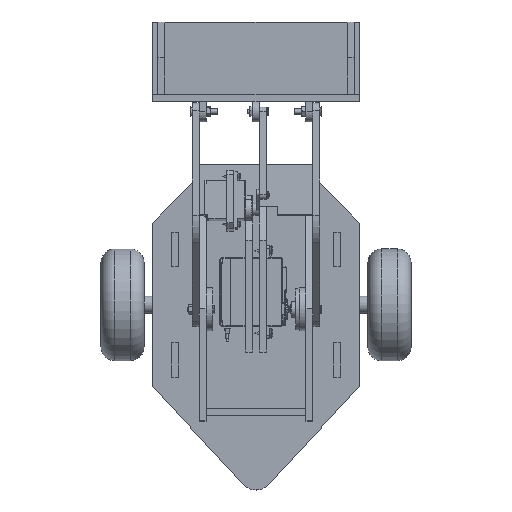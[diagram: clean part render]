
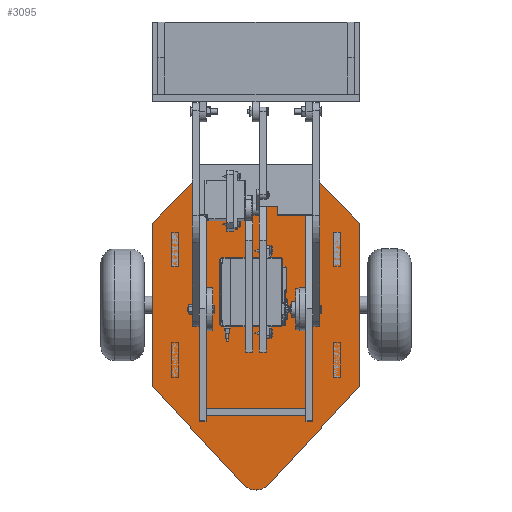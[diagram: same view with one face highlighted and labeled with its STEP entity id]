
A CAD part, top view. The second image highlights one B-rep face of the part: STEP entity #3095.
In plain terms, the highlighted face is planar.
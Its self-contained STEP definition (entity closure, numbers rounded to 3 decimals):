
#3095=ADVANCED_FACE('',(#6283),#6285,.F.);
#6283=FACE_BOUND('',#6284,.T.);
#6284=EDGE_LOOP('',(#23425,#23426,#23427,#23428,#23429,#23430,#23431,#23432));
#6285=PLANE('',#6286);
#6286=AXIS2_PLACEMENT_3D('',#6287,#6288,#6289);
#6287=CARTESIAN_POINT('',(0.,0.,0.));
#6288=DIRECTION('',(0.,0.,1.));
#6289=DIRECTION('',(1.,0.,0.));
#23425=ORIENTED_EDGE('',*,*,#28051,.F.);
#23426=ORIENTED_EDGE('',*,*,#28029,.F.);
#23427=ORIENTED_EDGE('',*,*,#28033,.F.);
#23428=ORIENTED_EDGE('',*,*,#28036,.F.);
#23429=ORIENTED_EDGE('',*,*,#28039,.F.);
#23430=ORIENTED_EDGE('',*,*,#28042,.F.);
#23431=ORIENTED_EDGE('',*,*,#28045,.F.);
#23432=ORIENTED_EDGE('',*,*,#28048,.F.);
#28029=EDGE_CURVE('',#31183,#31184,#31185,.T.);
#28033=EDGE_CURVE('',#31191,#31183,#31192,.T.);
#28036=EDGE_CURVE('',#31196,#31191,#31197,.T.);
#28039=EDGE_CURVE('',#31201,#31196,#31202,.T.);
#28042=EDGE_CURVE('',#31206,#31201,#31207,.T.);
#28045=EDGE_CURVE('',#31211,#31206,#31212,.T.);
#28048=EDGE_CURVE('',#31216,#31211,#31217,.T.);
#28051=EDGE_CURVE('',#31184,#31216,#31221,.T.);
#31183=VERTEX_POINT('',#37746);
#31184=VERTEX_POINT('',#37747);
#31185=CIRCLE('',#37748,10.);
#31191=VERTEX_POINT('',#37764);
#31192=LINE('',#37765,#37766);
#31196=VERTEX_POINT('',#37775);
#31197=LINE('',#37776,#37777);
#31201=VERTEX_POINT('',#37786);
#31202=LINE('',#37787,#37788);
#31206=VERTEX_POINT('',#37797);
#31207=LINE('',#37798,#37799);
#31211=VERTEX_POINT('',#37808);
#31212=LINE('',#37809,#37810);
#31216=VERTEX_POINT('',#37819);
#31217=LINE('',#37820,#37821);
#31221=LINE('',#37830,#37831);
#37746=CARTESIAN_POINT('',(7.333,86.799,0.));
#37747=CARTESIAN_POINT('',(-7.333,86.799,0.));
#37748=AXIS2_PLACEMENT_3D('',#37749,#37750,#37751);
#37749=CARTESIAN_POINT('',(0.,80.,0.));
#37750=DIRECTION('',(0.,0.,1.));
#37751=DIRECTION('',(0.733,0.68,0.));
#37764=CARTESIAN_POINT('',(60.,30.,0.));
#37765=CARTESIAN_POINT('',(60.,30.,0.));
#37766=VECTOR('',#37767,1.);
#37767=DIRECTION('',(-0.68,0.733,0.));
#37775=CARTESIAN_POINT('',(60.,-65.,0.));
#37776=CARTESIAN_POINT('',(60.,-65.,0.));
#37777=VECTOR('',#37778,1.);
#37778=DIRECTION('',(0.,1.,0.));
#37786=CARTESIAN_POINT('',(35.,-90.,0.));
#37787=CARTESIAN_POINT('',(35.,-90.,0.));
#37788=VECTOR('',#37789,1.);
#37789=DIRECTION('',(0.707,0.707,0.));
#37797=CARTESIAN_POINT('',(-35.,-90.,0.));
#37798=CARTESIAN_POINT('',(-35.,-90.,0.));
#37799=VECTOR('',#37800,1.);
#37800=DIRECTION('',(1.,0.,0.));
#37808=CARTESIAN_POINT('',(-60.,-65.,0.));
#37809=CARTESIAN_POINT('',(-60.,-65.,0.));
#37810=VECTOR('',#37811,1.);
#37811=DIRECTION('',(0.707,-0.707,0.));
#37819=CARTESIAN_POINT('',(-60.,30.,0.));
#37820=CARTESIAN_POINT('',(-60.,30.,0.));
#37821=VECTOR('',#37822,1.);
#37822=DIRECTION('',(0.,-1.,0.));
#37830=CARTESIAN_POINT('',(-7.333,86.799,0.));
#37831=VECTOR('',#37832,1.);
#37832=DIRECTION('',(-0.68,-0.733,0.));
